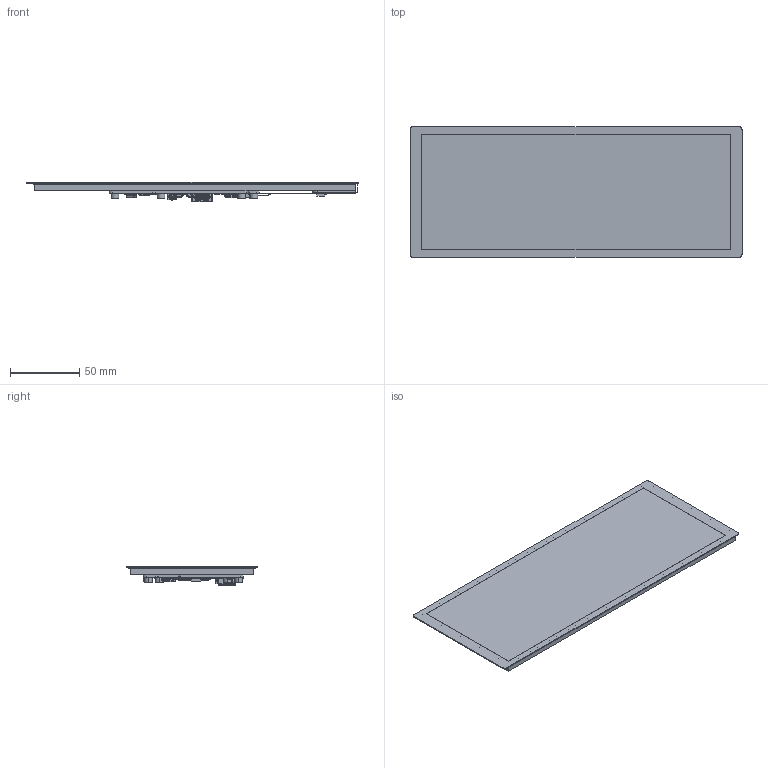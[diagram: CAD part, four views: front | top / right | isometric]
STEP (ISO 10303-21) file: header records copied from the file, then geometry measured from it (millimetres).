
FILE_DESCRIPTION((''),'2;1');
FILE_NAME('9_3INCH-1600X600-LCD-SKU24591_ASM','2023-05-18T15:42:57',('xiaojisheng'),(''),'CREO PARAMETRIC BY PTC INC, 2021063','CREO PARAMETRIC BY PTC INC, 2021063','');
FILE_SCHEMA(('CONFIG_CONTROL_DESIGN','SHAPE_APPEARANCE_LAYERS_GROUPS'));
Products named in the file (8): 093INCH-HWTA102601G01-18M; 093INCH-TOUCH-20220305; 093INCH-LCD-PCB_FPC; 093INCH-LCD-TOUCH-3M; 093INCH-LCD_TOUCH-0304_ASM; 093-104INCH_HDMI-PCBA-0609; BUTTON-5X5X1_5; 9_3INCH-1600X600-LCD-SKU24591_ASM
Assembly tree (7 placements, depth 3):
  9_3INCH-1600X600-LCD-SKU24591_ASM
    093INCH-LCD_TOUCH-0304_ASM
      093INCH-HWTA102601G01-18M
      093INCH-TOUCH-20220305
      093INCH-LCD-PCB_FPC
      093INCH-LCD-TOUCH-3M
    093-104INCH_HDMI-PCBA-0609
    BUTTON-5X5X1_5
Bounding box: 239 x 94 x 14.32 mm (x, y, z)
Volume: 136250 mm3; surface area: 157767.5 mm2
Topology: 94 solids, 100 shells, 7731 faces, 21596 edges, 14257 vertices
Faces by surface type: plane 5434, cylinder 2107, cone 100, bspline 42, torus 26, sphere 21, extrusion 1
Entity records: 295334 total; most frequent: CARTESIAN_POINT 52697, ORIENTED_EDGE 43160, DIRECTION 40683, EDGE_CURVE 21580, VECTOR 16709, LINE 16708, VERTEX_POINT 14258, AXIS2_PLACEMENT_3D 11987
